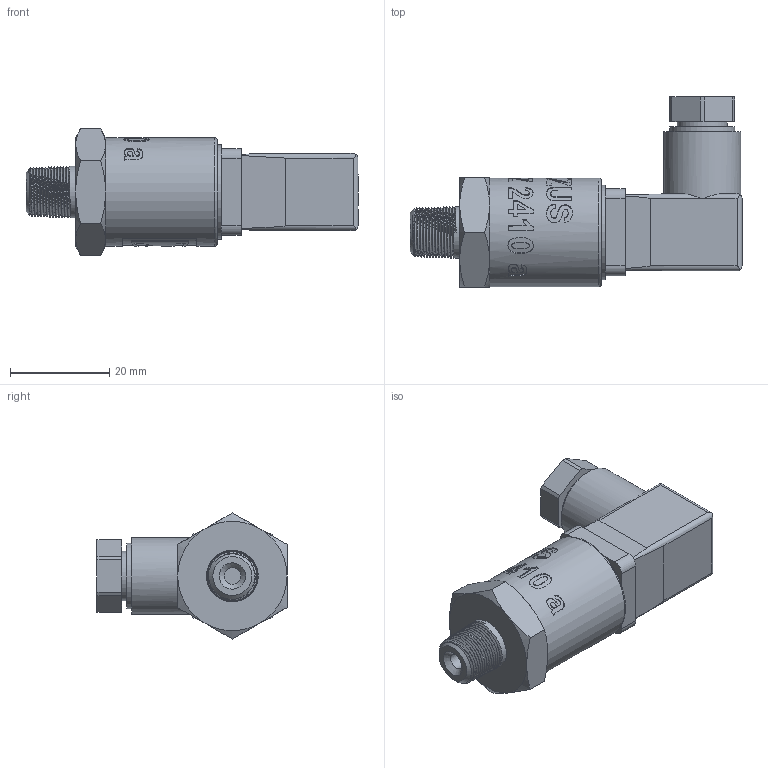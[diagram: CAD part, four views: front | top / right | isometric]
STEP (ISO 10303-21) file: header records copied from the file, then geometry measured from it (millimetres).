
FILE_DESCRIPTION(/* description */ (''),/* implementation_level */ '2;1');
FILE_NAME(/* name */ 'APZ2410a_1''8NPT_DIN.step',/* time_stamp */ '2021-07-15T12:05:56+03:00',/* author */ (''),/* organization */ (''),/* preprocessor_version */ 'ST-DEVELOPER v18.1',/* originating_system */ 'Autodesk Translation Framework v10.9.0.1377',/* authorisation */ '');
FILE_SCHEMA (('AP203_CONFIGURATION_CONTROLLED_3D_DESIGN_OF_MECHANICAL_PARTS_AND_ASSEMBLIES_MIM_LF { 1 0 10303 203 3 1 4 }','AUTOMOTIVE_DESIGN { 1 0 10303 214 3 1 1 }'));
Length unit declared in the file: millimetre
Products named in the file (4): АПЗ 2410 a - filled (not 100% correct
); 1/8 NPT; DIN 43650C male round base v5; DIN 43650C female part v2
Assembly tree (3 placements, depth 2):
  АПЗ 2410 a - filled (not 100% correct
)
    1/8 NPT
    DIN 43650C male round base v5
    DIN 43650C female part v2
Bounding box: 66.8 x 38.25 x 25.4 mm (x, y, z)
Volume: 21900.5 mm3; surface area: 10806.9 mm2
Topology: 8 solids, 9 shells, 700 faces, 1866 edges, 1236 vertices
Faces by surface type: bspline 298, plane 193, cylinder 176, cone 31, torus 2
Full cylindrical faces by diameter (mm): 2.356 x22, 2.927 x36, 3 x1, 3.3 x1, 3.5 x1, 4.8 x1, 5 x1, 5.5 x1, 6.8 x1, 7.5 x1, 10 x2, 11.5 x1, 13.157 x1, 15.5 x1, 16 x1, 18.4 x1, 19 x2, 21.2 x3, 21.8 x1
Entity records: 34980 total; most frequent: CARTESIAN_POINT 19856, ORIENTED_EDGE 3732, DIRECTION 1964, EDGE_CURVE 1866, VERTEX_POINT 1236, LINE 854, VECTOR 854, B_SPLINE_CURVE_WITH_KNOTS 843
